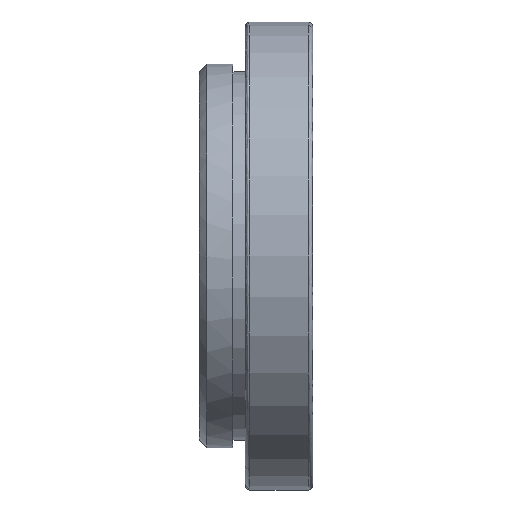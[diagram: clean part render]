
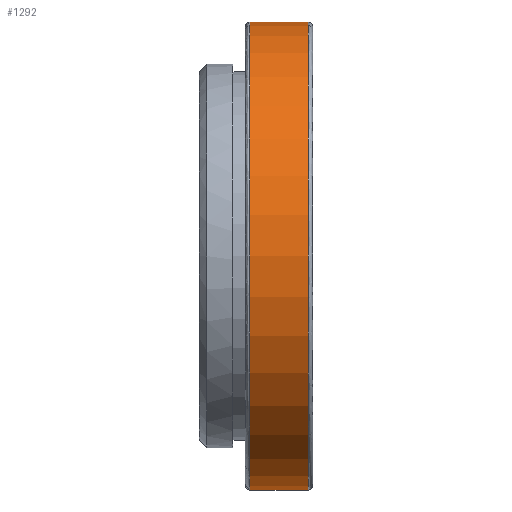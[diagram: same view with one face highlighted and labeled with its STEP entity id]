
A CAD part, front view. The second image highlights one B-rep face of the part: STEP entity #1292.
In plain terms, the highlighted cylindrical face has radius 15.25 mm (diameter 30.5 mm), a full revolution.
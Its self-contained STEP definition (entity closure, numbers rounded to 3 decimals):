
#58 = DIRECTION ( 'NONE',  ( 0., 0., -1. ) ) ;
#68 = FACE_OUTER_BOUND ( 'NONE', #1417, .T. ) ;
#99 = AXIS2_PLACEMENT_3D ( 'NONE', #1785, #543, #58 ) ;
#170 = EDGE_CURVE ( 'NONE', #803, #803, #1005, .T. ) ;
#189 = CARTESIAN_POINT ( 'NONE',  ( -0.3, 0., -15.25 ) ) ;
#257 = CARTESIAN_POINT ( 'NONE',  ( -0.3, 0., 0. ) ) ;
#413 = DIRECTION ( 'NONE',  ( -1., 0., 0. ) ) ;
#482 = AXIS2_PLACEMENT_3D ( 'NONE', #257, #1652, #871 ) ;
#543 = DIRECTION ( 'NONE',  ( 1., 0., 0. ) ) ;
#780 = ORIENTED_EDGE ( 'NONE', *, *, #170, .F. ) ;
#803 = VERTEX_POINT ( 'NONE', #1072 ) ;
#871 = DIRECTION ( 'NONE',  ( 0., 0., -1. ) ) ;
#883 = EDGE_CURVE ( 'NONE', #1569, #1569, #1368, .T. ) ;
#1004 = CYLINDRICAL_SURFACE ( 'NONE', #99, 15.25 ) ;
#1005 = CIRCLE ( 'NONE', #1552, 15.25 ) ;
#1072 = CARTESIAN_POINT ( 'NONE',  ( -4.1, 0., 15.25 ) ) ;
#1292 = ADVANCED_FACE ( 'NONE', ( #1295, #68 ), #1004, .T. ) ;
#1295 = FACE_OUTER_BOUND ( 'NONE', #1308, .T. ) ;
#1308 = EDGE_LOOP ( 'NONE', ( #780 ) ) ;
#1368 = CIRCLE ( 'NONE', #482, 15.25 ) ;
#1397 = ORIENTED_EDGE ( 'NONE', *, *, #883, .T. ) ;
#1417 = EDGE_LOOP ( 'NONE', ( #1397 ) ) ;
#1552 = AXIS2_PLACEMENT_3D ( 'NONE', #1806, #413, #1660 ) ;
#1569 = VERTEX_POINT ( 'NONE', #189 ) ;
#1652 = DIRECTION ( 'NONE',  ( -1., 0., 0. ) ) ;
#1660 = DIRECTION ( 'NONE',  ( 0., 0., 1. ) ) ;
#1785 = CARTESIAN_POINT ( 'NONE',  ( 0., 0., 0. ) ) ;
#1806 = CARTESIAN_POINT ( 'NONE',  ( -4.1, 0., 0. ) ) ;
